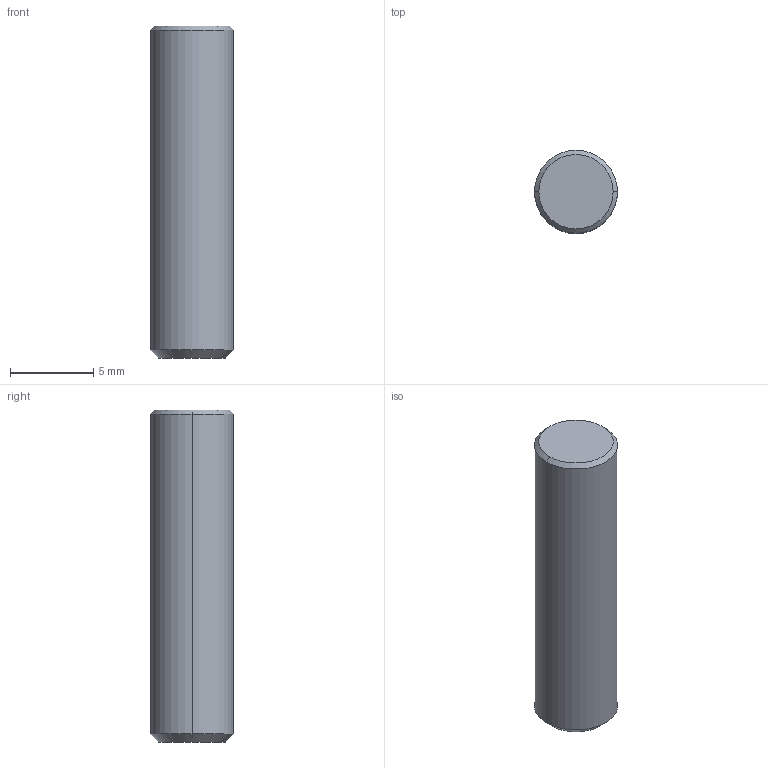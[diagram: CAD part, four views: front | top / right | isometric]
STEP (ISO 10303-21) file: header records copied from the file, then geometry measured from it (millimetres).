
FILE_DESCRIPTION((''),'2;1');
FILE_NAME('POSITIONING_PIN_D5_20','2025-04-16T12:23:32',('Constantin Schempp'),(''),'CREO PARAMETRIC BY PTC INC, 2024063','CREO PARAMETRIC BY PTC INC, 2024063','');
FILE_SCHEMA(('CONFIG_CONTROL_DESIGN'));
Length unit declared in the file: millimetre
Products named in the file (1): POSITIONING_PIN_D5_20
Bounding box: 5 x 5 x 20 mm (x, y, z)
Volume: 390.4 mm3; surface area: 346 mm2
Topology: 1 solids, 1 shells, 8 faces, 19 edges, 16 vertices
Faces by surface type: cone 4, plane 2, cylinder 2
Entity records: 271 total; most frequent: DIRECTION 47, CARTESIAN_POINT 36, ORIENTED_EDGE 28, AXIS2_PLACEMENT_3D 19, EDGE_CURVE 14, CIRCLE 10, VECTOR 9, LINE 9
